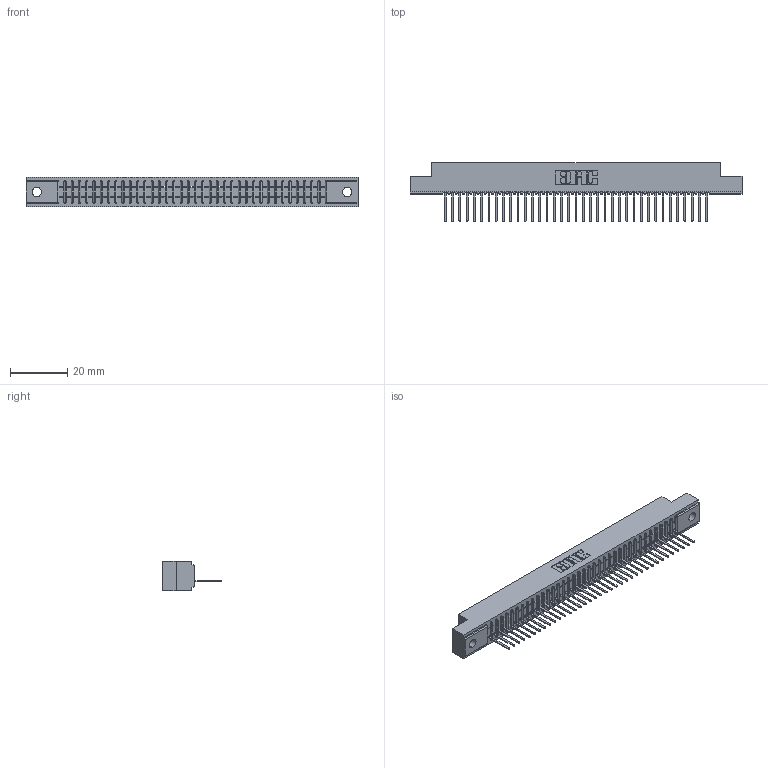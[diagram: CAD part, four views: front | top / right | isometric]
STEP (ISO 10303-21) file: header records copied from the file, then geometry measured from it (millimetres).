
FILE_DESCRIPTION (( 'STEP AP203' ), '1' );
FILE_NAME ('391-037-522-102.STEP', '2018-08-08T23:50:54', ( '' ), ( '' ), 'SwSTEP 2.0', 'SolidWorks 2016', '' );
FILE_SCHEMA (( 'CONFIG_CONTROL_DESIGN' ));
Length unit declared in the file: inch
Products named in the file (3): 341 Part_.128 (3.25) Dia Mounting Holes; 341-292-001_341-292-122; 391-037-522-102
Assembly tree (38 placements, depth 2):
  391-037-522-102
    341 Part_.128 (3.25) Dia Mounting Holes
    341-292-001_341-292-122  x37
Bounding box: 116.2 x 20.62 x 10.16 mm (x, y, z)
Volume: 8322.5 mm3; surface area: 12853.8 mm2
Topology: 38 solids, 38 shells, 3150 faces, 9085 edges, 5830 vertices
Faces by surface type: plane 1955, cylinder 1047, sphere 76, torus 72
Entity records: 44262 total; most frequent: CARTESIAN_POINT 7518, ORIENTED_EDGE 7506, DIRECTION 7261, EDGE_CURVE 3753, LINE 3027, VECTOR 3027, VERTEX_POINT 2374, AXIS2_PLACEMENT_3D 2117
